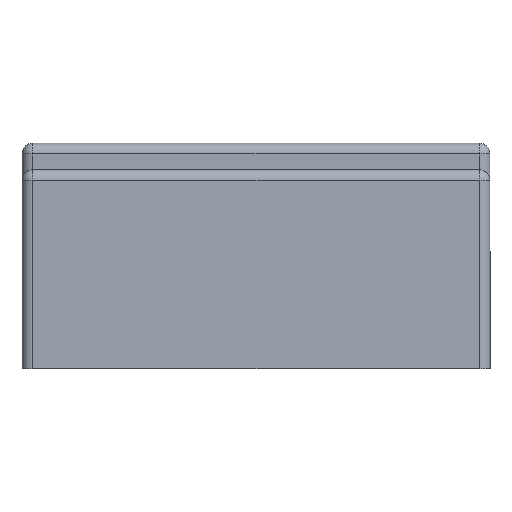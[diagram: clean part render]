
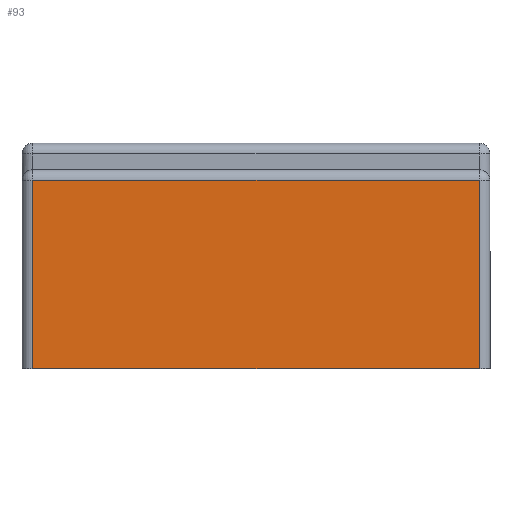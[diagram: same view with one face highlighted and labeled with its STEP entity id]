
A CAD part, left-side view. The second image highlights one B-rep face of the part: STEP entity #93.
In plain terms, the highlighted planar face has unit normal (-1, 0, 0).
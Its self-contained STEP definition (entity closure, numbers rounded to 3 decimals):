
#93 = ADVANCED_FACE ( 'NONE', ( #1594 ), #1953, .F. ) ;
#592 = VERTEX_POINT ( 'NONE', #2267 ) ;
#598 = EDGE_CURVE ( 'NONE', #2355, #592, #2297, .T. ) ;
#647 = VECTOR ( 'NONE', #1778, 1000. ) ;
#650 = EDGE_CURVE ( 'NONE', #592, #2090, #1903, .T. ) ;
#675 = DIRECTION ( 'NONE',  ( 0., 0., 1. ) ) ;
#737 = VERTEX_POINT ( 'NONE', #1026 ) ;
#812 = CARTESIAN_POINT ( 'NONE',  ( 0., -1., 17.7 ) ) ;
#819 = ORIENTED_EDGE ( 'NONE', *, *, #598, .T. ) ;
#836 = DIRECTION ( 'NONE',  ( 1., 0., 0. ) ) ;
#892 = VECTOR ( 'NONE', #675, 1000. ) ;
#1006 = EDGE_LOOP ( 'NONE', ( #1609, #819, #2231, #1641 ) ) ;
#1026 = CARTESIAN_POINT ( 'NONE',  ( 0., -43., 17.7 ) ) ;
#1027 = DIRECTION ( 'NONE',  ( 0., 1., 0. ) ) ;
#1078 = VECTOR ( 'NONE', #1366, 1000. ) ;
#1154 = DIRECTION ( 'NONE',  ( 0., -1., 0. ) ) ;
#1307 = EDGE_CURVE ( 'NONE', #2090, #737, #1525, .T. ) ;
#1366 = DIRECTION ( 'NONE',  ( 0., 0., -1. ) ) ;
#1388 = EDGE_CURVE ( 'NONE', #737, #2355, #1939, .T. ) ;
#1420 = CARTESIAN_POINT ( 'NONE',  ( 0., -43., 12.02 ) ) ;
#1504 = AXIS2_PLACEMENT_3D ( 'NONE', #2142, #836, #1027 ) ;
#1523 = VECTOR ( 'NONE', #1154, 1000. ) ;
#1525 = LINE ( 'NONE', #1420, #892 ) ;
#1594 = FACE_OUTER_BOUND ( 'NONE', #1006, .T. ) ;
#1599 = CARTESIAN_POINT ( 'NONE',  ( 0., 0., 17.7 ) ) ;
#1609 = ORIENTED_EDGE ( 'NONE', *, *, #1388, .T. ) ;
#1641 = ORIENTED_EDGE ( 'NONE', *, *, #1307, .T. ) ;
#1711 = CARTESIAN_POINT ( 'NONE',  ( 0., -43., 0. ) ) ;
#1778 = DIRECTION ( 'NONE',  ( 0., 1., 0. ) ) ;
#1903 = LINE ( 'NONE', #1944, #1523 ) ;
#1939 = LINE ( 'NONE', #1599, #647 ) ;
#1944 = CARTESIAN_POINT ( 'NONE',  ( 0., 0., 0. ) ) ;
#1953 = PLANE ( 'NONE',  #1504 ) ;
#2090 = VERTEX_POINT ( 'NONE', #1711 ) ;
#2110 = CARTESIAN_POINT ( 'NONE',  ( 0., -1., 12.02 ) ) ;
#2142 = CARTESIAN_POINT ( 'NONE',  ( 0., 0., 12.02 ) ) ;
#2231 = ORIENTED_EDGE ( 'NONE', *, *, #650, .T. ) ;
#2267 = CARTESIAN_POINT ( 'NONE',  ( 0., -1., 0. ) ) ;
#2297 = LINE ( 'NONE', #2110, #1078 ) ;
#2355 = VERTEX_POINT ( 'NONE', #812 ) ;
